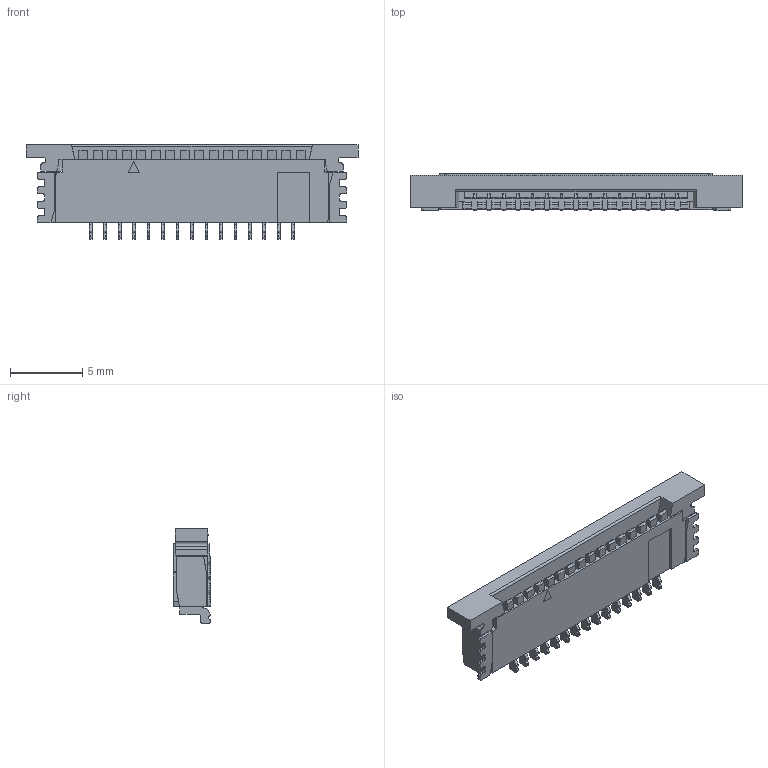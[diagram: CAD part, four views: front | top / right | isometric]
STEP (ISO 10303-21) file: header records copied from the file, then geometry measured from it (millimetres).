
FILE_DESCRIPTION((''),'2;1');
FILE_NAME('C-1-84952-5','2009-05-28T',('workeradm'),(''),'PRO/ENGINEER BY PARAMETRIC TECHNOLOGY CORPORATION, 2008380','PRO/ENGINEER BY PARAMETRIC TECHNOLOGY CORPORATION, 2008380','');
FILE_SCHEMA(('AUTOMOTIVE_DESIGN { 1 0 10303 214 1 1 1 1 }'));
Length unit declared in the file: millimetre
Products named in the file (1): C-1-84952-5
Bounding box: 22.92 x 2.56 x 6.54 mm (x, y, z)
Volume: 220.6 mm3; surface area: 672 mm2
Topology: 1 solids, 1 shells, 757 faces, 2218 edges, 1460 vertices
Faces by surface type: plane 516, cylinder 241
Entity records: 25116 total; most frequent: CARTESIAN_POINT 4452, ORIENTED_EDGE 4436, DIRECTION 4210, EDGE_CURVE 2218, VECTOR 1736, LINE 1736, VERTEX_POINT 1460, AXIS2_PLACEMENT_3D 1237
